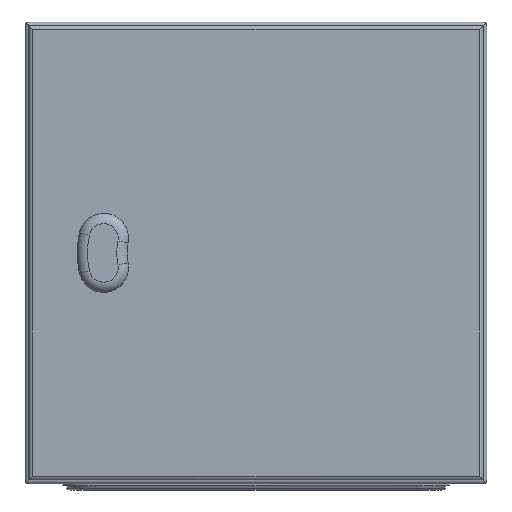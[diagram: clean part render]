
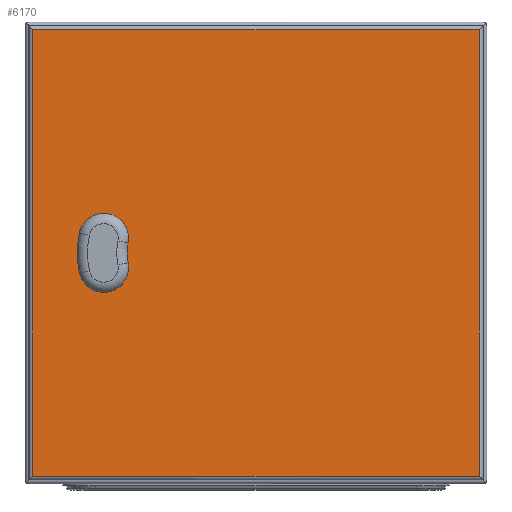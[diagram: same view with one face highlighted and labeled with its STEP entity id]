
A CAD part, front view. The second image highlights one B-rep face of the part: STEP entity #6170.
In plain terms, the highlighted planar face has unit normal (0, -1, 0).
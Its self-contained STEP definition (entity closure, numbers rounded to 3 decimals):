
#490=LINE('',#10077,#890);
#491=LINE('',#10080,#891);
#492=LINE('',#10082,#892);
#493=LINE('',#10084,#893);
#890=VECTOR('',#8084,1000.);
#891=VECTOR('',#8085,1000.);
#892=VECTOR('',#8086,1000.);
#893=VECTOR('',#8087,1000.);
#1712=ORIENTED_EDGE('',*,*,#3090,.F.);
#1713=ORIENTED_EDGE('',*,*,#3091,.T.);
#1714=ORIENTED_EDGE('',*,*,#3092,.T.);
#1715=ORIENTED_EDGE('',*,*,#3093,.T.);
#1716=ORIENTED_EDGE('',*,*,#3094,.F.);
#1717=ORIENTED_EDGE('',*,*,#3095,.F.);
#1718=ORIENTED_EDGE('',*,*,#3096,.T.);
#1719=ORIENTED_EDGE('',*,*,#3097,.T.);
#3090=EDGE_CURVE('',#3828,#3829,#4292,.T.);
#3091=EDGE_CURVE('',#3828,#3830,#4293,.T.);
#3092=EDGE_CURVE('',#3830,#3831,#4294,.T.);
#3093=EDGE_CURVE('',#3831,#3829,#4295,.T.);
#3094=EDGE_CURVE('',#3832,#3833,#490,.F.);
#3095=EDGE_CURVE('',#3834,#3832,#491,.T.);
#3096=EDGE_CURVE('',#3834,#3835,#492,.F.);
#3097=EDGE_CURVE('',#3835,#3833,#493,.T.);
#3828=VERTEX_POINT('',#10070);
#3829=VERTEX_POINT('',#10071);
#3830=VERTEX_POINT('',#10073);
#3831=VERTEX_POINT('',#10075);
#3832=VERTEX_POINT('',#10078);
#3833=VERTEX_POINT('',#10079);
#3834=VERTEX_POINT('',#10081);
#3835=VERTEX_POINT('',#10083);
#4292=CIRCLE('',#6778,34.3);
#4293=CIRCLE('',#6779,16.2);
#4294=CIRCLE('',#6780,60.7);
#4295=CIRCLE('',#6781,16.2);
#4780=EDGE_LOOP('',(#1712,#1713,#1714,#1715));
#4781=EDGE_LOOP('',(#1716,#1717,#1718,#1719));
#5440=FACE_BOUND('',#4780,.T.);
#5441=FACE_BOUND('',#4781,.T.);
#5932=PLANE('',#6777);
#6170=ADVANCED_FACE('',(#5440,#5441),#5932,.F.);
#6777=AXIS2_PLACEMENT_3D('',#10068,#8074,#8075);
#6778=AXIS2_PLACEMENT_3D('',#10069,#8076,#8077);
#6779=AXIS2_PLACEMENT_3D('',#10072,#8078,#8079);
#6780=AXIS2_PLACEMENT_3D('',#10074,#8080,#8081);
#6781=AXIS2_PLACEMENT_3D('',#10076,#8082,#8083);
#8074=DIRECTION('',(0.,1.,0.));
#8075=DIRECTION('',(0.,0.,1.));
#8076=DIRECTION('',(0.,1.,0.));
#8077=DIRECTION('',(1.,0.,0.));
#8078=DIRECTION('',(0.,1.,0.));
#8079=DIRECTION('',(1.,0.,0.));
#8080=DIRECTION('',(0.,1.,0.));
#8081=DIRECTION('',(1.,0.,0.));
#8082=DIRECTION('',(0.,1.,0.));
#8083=DIRECTION('',(1.,0.,0.));
#8084=DIRECTION('',(0.,0.,-1.));
#8085=DIRECTION('',(-1.,0.,0.));
#8086=DIRECTION('',(0.,0.,-1.));
#8087=DIRECTION('',(-1.,0.,0.));
#10068=CARTESIAN_POINT('',(0.,-16.5,0.));
#10069=CARTESIAN_POINT('',(-49.402,-16.5,0.));
#10070=CARTESIAN_POINT('',(-83.089,-16.5,-6.452));
#10071=CARTESIAN_POINT('',(-83.089,-16.5,6.452));
#10072=CARTESIAN_POINT('',(-99.,-16.5,-9.5));
#10073=CARTESIAN_POINT('',(-114.827,-16.5,-12.958));
#10074=CARTESIAN_POINT('',(-55.526,-16.5,0.));
#10075=CARTESIAN_POINT('',(-114.827,-16.5,12.958));
#10076=CARTESIAN_POINT('',(-99.,-16.5,9.5));
#10077=CARTESIAN_POINT('',(-145.,-16.5,150.));
#10078=CARTESIAN_POINT('',(-145.,-16.5,-145.));
#10079=CARTESIAN_POINT('',(-145.,-16.5,145.));
#10080=CARTESIAN_POINT('',(150.,-16.5,-145.));
#10081=CARTESIAN_POINT('',(145.,-16.5,-145.));
#10082=CARTESIAN_POINT('',(145.,-16.5,150.));
#10083=CARTESIAN_POINT('',(145.,-16.5,145.));
#10084=CARTESIAN_POINT('',(150.,-16.5,145.));
